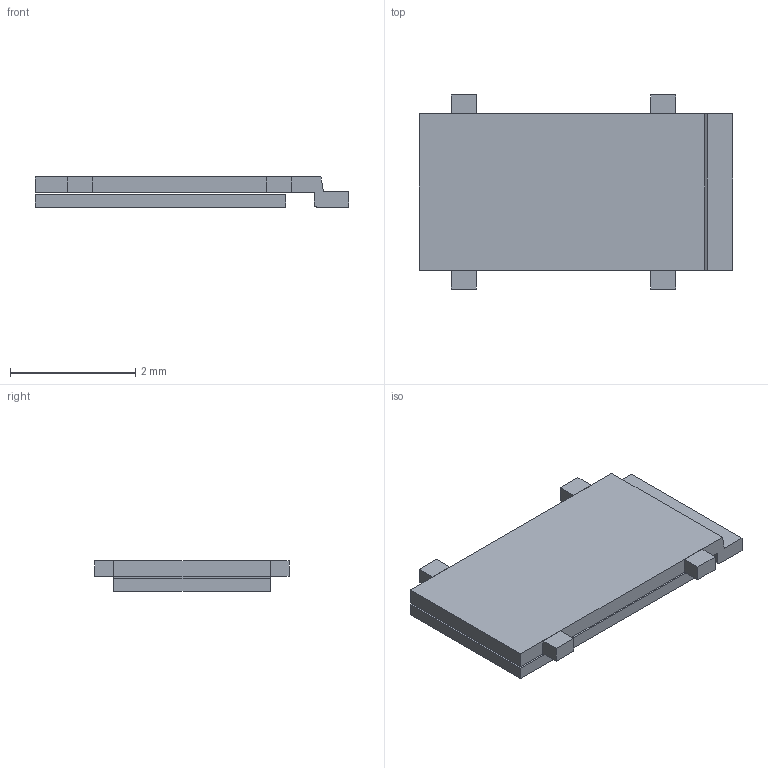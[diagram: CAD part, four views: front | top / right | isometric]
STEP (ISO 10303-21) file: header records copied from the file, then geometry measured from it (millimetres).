
FILE_DESCRIPTION(('FreeCAD Model'),'2;1');
FILE_NAME('Open CASCADE Shape Model','2025-11-13T15:03:05',('Author'),( ''),'Open CASCADE STEP processor 7.8','FreeCAD','Unknown');
FILE_SCHEMA(('AUTOMOTIVE_DESIGN { 1 0 10303 214 1 1 1 1 }'));
Length unit declared in the file: millimetre
Products named in the file (8): FET; IC; HeatShinl001; HeatShinl002; HeatShinl003; HeatShinl004; HeatShinl005; HeatShinl006
Assembly tree (7 placements, depth 2):
  FET
    IC
    HeatShinl001
    HeatShinl002
    HeatShinl003
    HeatShinl004
    HeatShinl005
    HeatShinl006
Bounding box: 5 x 3.1 x 0.48 mm (x, y, z)
Surface area: 84.7 mm2
Topology: 7 solids, 7 shells, 52 faces, 114 edges, 76 vertices
Faces by surface type: plane 50, cylinder 2
Entity records: 1600 total; most frequent: CARTESIAN_POINT 250, DIRECTION 238, ORIENTED_EDGE 228, EDGE_CURVE 114, LINE 110, VECTOR 110, VERTEX_POINT 76, AXIS2_PLACEMENT_3D 64
